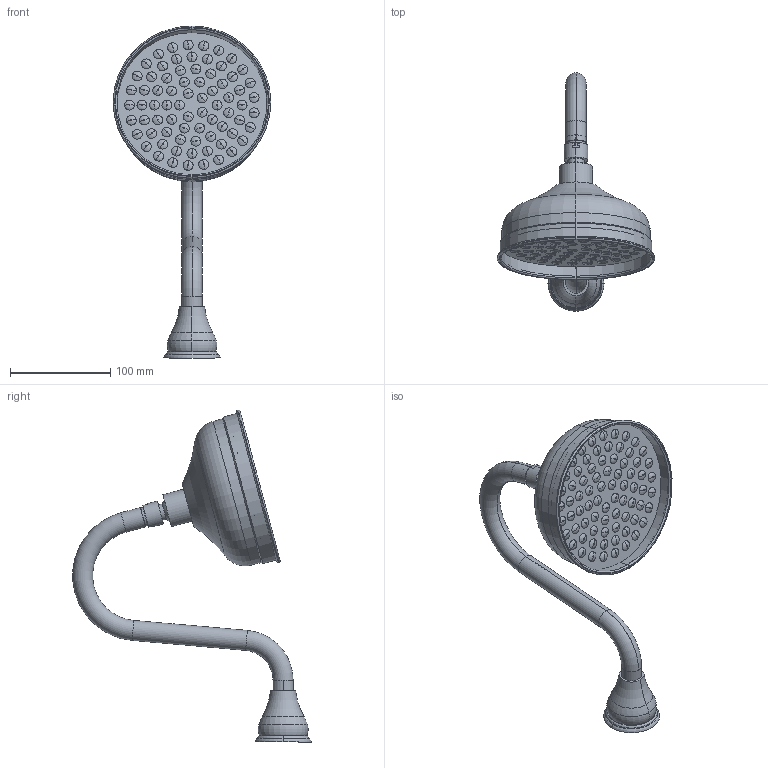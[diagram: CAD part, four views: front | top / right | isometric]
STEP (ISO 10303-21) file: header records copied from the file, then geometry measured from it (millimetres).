
FILE_DESCRIPTION (( 'STEP AP203' ), '1' );
FILE_NAME ('MV1091CH.STEP', '2020-02-27T02:29:55', ( 'Windows 蚚誧' ), ( '' ), 'SwSTEP 2.0', 'SolidWorks 2019', '' );
FILE_SCHEMA (( 'CONFIG_CONTROL_DESIGN' ));
Length unit declared in the file: millimetre
Products named in the file (9): 韁宒6渡階驗郪; MV邧參醱髓笘欶釱; S倰邀唌堤阨奪; S型墙式淋浴出水管（焊接）; M16x1 20奪爾諉芛; MVХ宒邀唌奪釱; MV1091CH; G12堤阨簽ㄗ20奪ㄘ; 韁宒150階驗
Assembly tree (8 placements, depth 3):
  MV1091CH
    MVХ宒邀唌奪釱
    MV邧參醱髓笘欶釱
    S型墙式淋浴出水管（焊接）
      S倰邀唌堤阨奪
      G12堤阨簽ㄗ20奪ㄘ
      M16x1 20奪爾諉芛
    韁宒6渡階驗郪
      韁宒150階驗
Bounding box: 157.5 x 237.95 x 331.61 mm (x, y, z)
Volume: 832607 mm3; surface area: 140242.7 mm2
Topology: 6 solids, 6 shells, 634 faces, 1462 edges, 936 vertices
Faces by surface type: cylinder 283, plane 114, torus 94, sphere 90, cone 35, bspline 18
Entity records: 28042 total; most frequent: CARTESIAN_POINT 12431, DIRECTION 3431, ORIENTED_EDGE 2924, AXIS2_PLACEMENT_3D 1555, EDGE_CURVE 1462, VERTEX_POINT 936, CIRCLE 926, EDGE_LOOP 740
